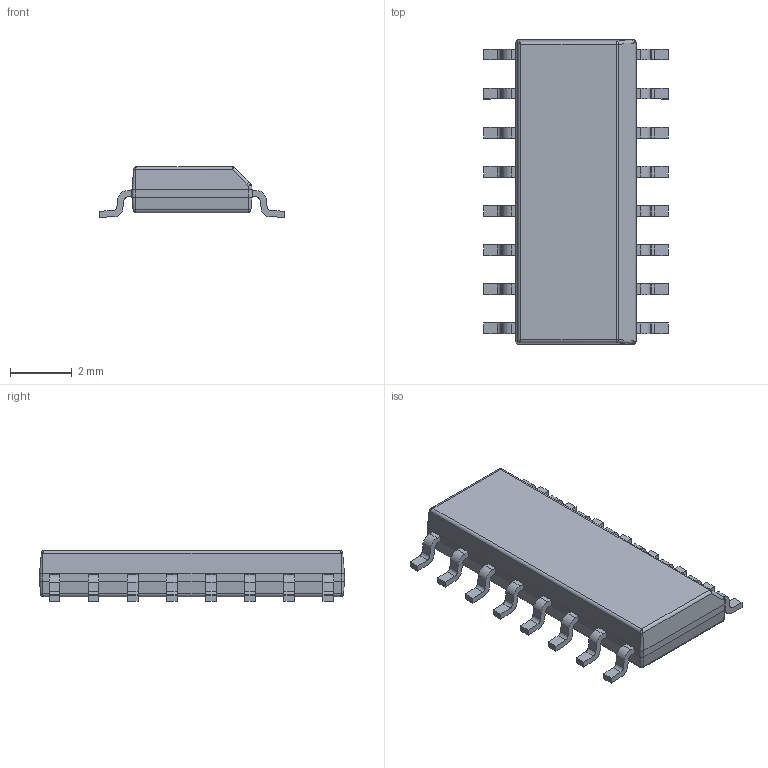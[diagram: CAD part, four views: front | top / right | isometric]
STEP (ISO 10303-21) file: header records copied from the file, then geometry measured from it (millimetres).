
FILE_DESCRIPTION(('FreeCAD Model'),'2;1');
FILE_NAME('Open CASCADE Shape Model','2025-01-11T14:44:18',(''),(''), 'Open CASCADE STEP processor 7.8','FreeCAD','Unknown');
FILE_SCHEMA(('AUTOMOTIVE_DESIGN { 1 0 10303 214 1 1 1 1 }'));
Length unit declared in the file: millimetre
Products named in the file (6): smd_ic_soic_14; Body; Array; Pad001 (Mirror #1); Array001; Pad001 (Mirror #2)
Assembly tree (19 placements, depth 3):
  smd_ic_soic_14
    Body
    Array
      Pad001 (Mirror #1)  x8
    Array001
      Pad001 (Mirror #2)  x8
Bounding box: 6 x 9.9 x 1.65 mm (x, y, z)
Volume: 57 mm3; surface area: 139.1 mm2
Topology: 17 solids, 17 shells, 274 faces, 684 edges, 436 vertices
Faces by surface type: plane 175, cylinder 79, bspline 10, cone 8, sphere 2
Entity records: 2802 total; most frequent: CARTESIAN_POINT 960, DIRECTION 350, ORIENTED_EDGE 344, EDGE_CURVE 172, AXIS2_PLACEMENT_3D 120, LINE 110, VECTOR 110, VERTEX_POINT 100
